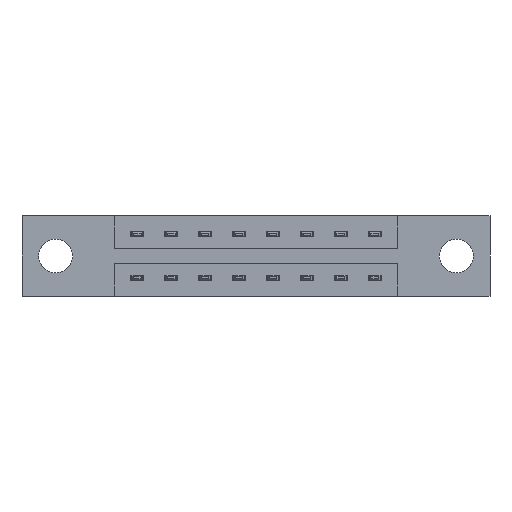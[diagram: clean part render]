
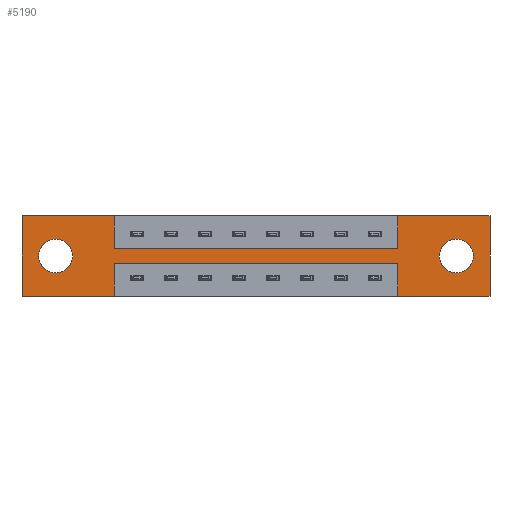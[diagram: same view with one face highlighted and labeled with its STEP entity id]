
A CAD part, front view. The second image highlights one B-rep face of the part: STEP entity #5190.
In plain terms, the highlighted planar face has unit normal (0, -1, 0).
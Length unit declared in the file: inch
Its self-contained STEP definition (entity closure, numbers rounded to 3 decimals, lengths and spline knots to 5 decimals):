
#15 = VERTEX_POINT ( 'NONE', #8126 ) ;
#91 = ORIENTED_EDGE ( 'NONE', *, *, #6371, .F. ) ;
#121 = DIRECTION ( 'NONE',  ( 0., 0., -1. ) ) ;
#148 = FACE_BOUND ( 'NONE', #7098, .T. ) ;
#241 = DIRECTION ( 'NONE',  ( 1., 0., 0. ) ) ;
#271 = DIRECTION ( 'NONE',  ( 0., 0., -1. ) ) ;
#382 = LINE ( 'NONE', #5282, #950 ) ;
#437 = FACE_BOUND ( 'NONE', #1228, .T. ) ;
#479 = VECTOR ( 'NONE', #841, 39.37008 ) ;
#501 = AXIS2_PLACEMENT_3D ( 'NONE', #6246, #4064, #10051 ) ;
#573 = VECTOR ( 'NONE', #3158, 39.37008 ) ;
#669 = VERTEX_POINT ( 'NONE', #9304 ) ;
#722 = VERTEX_POINT ( 'NONE', #5567 ) ;
#841 = DIRECTION ( 'NONE',  ( 0., 0., -1. ) ) ;
#851 = LINE ( 'NONE', #3234, #573 ) ;
#946 = EDGE_CURVE ( 'NONE', #10230, #1338, #3523, .T. ) ;
#950 = VECTOR ( 'NONE', #121, 39.37008 ) ;
#977 = VECTOR ( 'NONE', #991, 39.37008 ) ;
#991 = DIRECTION ( 'NONE',  ( -1., 0., 0. ) ) ;
#1096 = VECTOR ( 'NONE', #4474, 39.37008 ) ;
#1107 = AXIS2_PLACEMENT_3D ( 'NONE', #3221, #7462, #2144 ) ;
#1111 = CARTESIAN_POINT ( 'NONE',  ( 0.425, 0., -0.37 ) ) ;
#1125 = EDGE_CURVE ( 'NONE', #2734, #1772, #6698, .T. ) ;
#1186 = ORIENTED_EDGE ( 'NONE', *, *, #5304, .F. ) ;
#1228 = EDGE_LOOP ( 'NONE', ( #8053, #1539 ) ) ;
#1338 = VERTEX_POINT ( 'NONE', #9930 ) ;
#1377 = ORIENTED_EDGE ( 'NONE', *, *, #2561, .F. ) ;
#1539 = ORIENTED_EDGE ( 'NONE', *, *, #1125, .T. ) ;
#1736 = CARTESIAN_POINT ( 'NONE',  ( 0.425, 0., -0.22 ) ) ;
#1738 = ORIENTED_EDGE ( 'NONE', *, *, #1758, .F. ) ;
#1758 = EDGE_CURVE ( 'NONE', #6488, #4352, #3508, .T. ) ;
#1772 = VERTEX_POINT ( 'NONE', #7865 ) ;
#1833 = CARTESIAN_POINT ( 'NONE',  ( 0., 0., -0.37 ) ) ;
#1989 = ORIENTED_EDGE ( 'NONE', *, *, #8624, .F. ) ;
#2144 = DIRECTION ( 'NONE',  ( 0., 0., -1. ) ) ;
#2172 = EDGE_CURVE ( 'NONE', #1772, #2734, #7728, .T. ) ;
#2230 = ORIENTED_EDGE ( 'NONE', *, *, #3788, .F. ) ;
#2454 = EDGE_CURVE ( 'NONE', #1338, #10230, #8605, .T. ) ;
#2476 = ORIENTED_EDGE ( 'NONE', *, *, #9833, .F. ) ;
#2561 = EDGE_CURVE ( 'NONE', #15, #669, #5828, .T. ) ;
#2642 = DIRECTION ( 'NONE',  ( -1., 0., 0. ) ) ;
#2734 = VERTEX_POINT ( 'NONE', #3894 ) ;
#2792 = EDGE_CURVE ( 'NONE', #8545, #6916, #5697, .T. ) ;
#2843 = CARTESIAN_POINT ( 'NONE',  ( 0.425, 0., -0.22 ) ) ;
#2867 = CARTESIAN_POINT ( 'NONE',  ( 0.425, 0., -0.37 ) ) ;
#2988 = AXIS2_PLACEMENT_3D ( 'NONE', #9126, #8522, #6707 ) ;
#3158 = DIRECTION ( 'NONE',  ( 0., 0., 1. ) ) ;
#3221 = CARTESIAN_POINT ( 'NONE',  ( 1.999, 0., -0.185 ) ) ;
#3234 = CARTESIAN_POINT ( 'NONE',  ( 1.729, 0., 0. ) ) ;
#3374 = EDGE_CURVE ( 'NONE', #722, #8161, #5804, .T. ) ;
#3458 = EDGE_CURVE ( 'NONE', #8161, #6488, #7434, .T. ) ;
#3508 = LINE ( 'NONE', #1833, #1096 ) ;
#3523 = CIRCLE ( 'NONE', #1107, 0.078 ) ;
#3529 = CARTESIAN_POINT ( 'NONE',  ( 0., 0., -0.37 ) ) ;
#3573 = ORIENTED_EDGE ( 'NONE', *, *, #2792, .F. ) ;
#3575 = ORIENTED_EDGE ( 'NONE', *, *, #6243, .F. ) ;
#3581 = CARTESIAN_POINT ( 'NONE',  ( 1.729, 0., -0.22 ) ) ;
#3713 = VECTOR ( 'NONE', #6421, 39.37008 ) ;
#3765 = CARTESIAN_POINT ( 'NONE',  ( 1.729, 0., -0.37 ) ) ;
#3788 = EDGE_CURVE ( 'NONE', #8078, #9180, #8816, .T. ) ;
#3894 = CARTESIAN_POINT ( 'NONE',  ( 0.155, 0., -0.263 ) ) ;
#3918 = LINE ( 'NONE', #2843, #977 ) ;
#3941 = CARTESIAN_POINT ( 'NONE',  ( 0., 0., 0. ) ) ;
#3953 = ORIENTED_EDGE ( 'NONE', *, *, #2454, .T. ) ;
#4064 = DIRECTION ( 'NONE',  ( 0., 1., 0. ) ) ;
#4139 = ORIENTED_EDGE ( 'NONE', *, *, #3374, .F. ) ;
#4177 = ORIENTED_EDGE ( 'NONE', *, *, #3458, .F. ) ;
#4301 = CARTESIAN_POINT ( 'NONE',  ( 0., 0., 0. ) ) ;
#4352 = VERTEX_POINT ( 'NONE', #3765 ) ;
#4474 = DIRECTION ( 'NONE',  ( -1., 0., 0. ) ) ;
#4540 = CARTESIAN_POINT ( 'NONE',  ( 1.999, 0., -0.107 ) ) ;
#4615 = VECTOR ( 'NONE', #5755, 39.37008 ) ;
#4675 = VECTOR ( 'NONE', #9951, 39.37008 ) ;
#4798 = FACE_OUTER_BOUND ( 'NONE', #5394, .T. ) ;
#4855 = LINE ( 'NONE', #5715, #4615 ) ;
#5039 = ORIENTED_EDGE ( 'NONE', *, *, #946, .T. ) ;
#5190 = ADVANCED_FACE ( 'NONE', ( #148, #437, #4798 ), #8532, .T. ) ;
#5282 = CARTESIAN_POINT ( 'NONE',  ( 0.425, 0., 0. ) ) ;
#5304 = EDGE_CURVE ( 'NONE', #669, #722, #851, .T. ) ;
#5394 = EDGE_LOOP ( 'NONE', ( #3573, #91, #7557, #1738, #4177, #4139, #1186, #1377, #1989, #2230, #2476, #3575 ) ) ;
#5449 = CARTESIAN_POINT ( 'NONE',  ( 2.154, 0., -0.37 ) ) ;
#5567 = CARTESIAN_POINT ( 'NONE',  ( 1.729, 0., 0. ) ) ;
#5686 = VERTEX_POINT ( 'NONE', #3581 ) ;
#5697 = LINE ( 'NONE', #1111, #9289 ) ;
#5715 = CARTESIAN_POINT ( 'NONE',  ( 0., 0., 0. ) ) ;
#5755 = DIRECTION ( 'NONE',  ( 0., 0., 1. ) ) ;
#5804 = LINE ( 'NONE', #4301, #3713 ) ;
#5828 = LINE ( 'NONE', #10393, #7717 ) ;
#5842 = EDGE_CURVE ( 'NONE', #4352, #5686, #6725, .T. ) ;
#6206 = CARTESIAN_POINT ( 'NONE',  ( 1.729, 0., -0.37 ) ) ;
#6243 = EDGE_CURVE ( 'NONE', #6916, #7681, #7512, .T. ) ;
#6246 = CARTESIAN_POINT ( 'NONE',  ( 0.155, 0., -0.185 ) ) ;
#6371 = EDGE_CURVE ( 'NONE', #5686, #8545, #3918, .T. ) ;
#6421 = DIRECTION ( 'NONE',  ( 1., 0., 0. ) ) ;
#6488 = VERTEX_POINT ( 'NONE', #5449 ) ;
#6537 = VECTOR ( 'NONE', #241, 39.37008 ) ;
#6698 = CIRCLE ( 'NONE', #501, 0.078 ) ;
#6707 = DIRECTION ( 'NONE',  ( 0., 0., -1. ) ) ;
#6725 = LINE ( 'NONE', #6206, #4675 ) ;
#6916 = VERTEX_POINT ( 'NONE', #2867 ) ;
#7098 = EDGE_LOOP ( 'NONE', ( #5039, #3953 ) ) ;
#7152 = CARTESIAN_POINT ( 'NONE',  ( 2.154, 0., 0. ) ) ;
#7434 = LINE ( 'NONE', #8085, #479 ) ;
#7462 = DIRECTION ( 'NONE',  ( 0., 1., 0. ) ) ;
#7512 = LINE ( 'NONE', #3529, #8769 ) ;
#7524 = CARTESIAN_POINT ( 'NONE',  ( 0., 0., -0.37 ) ) ;
#7557 = ORIENTED_EDGE ( 'NONE', *, *, #5842, .F. ) ;
#7681 = VERTEX_POINT ( 'NONE', #7524 ) ;
#7717 = VECTOR ( 'NONE', #8784, 39.37008 ) ;
#7728 = CIRCLE ( 'NONE', #8507, 0.078 ) ;
#7865 = CARTESIAN_POINT ( 'NONE',  ( 0.155, 0., -0.107 ) ) ;
#8053 = ORIENTED_EDGE ( 'NONE', *, *, #2172, .T. ) ;
#8078 = VERTEX_POINT ( 'NONE', #3941 ) ;
#8085 = CARTESIAN_POINT ( 'NONE',  ( 2.154, 0., 0. ) ) ;
#8126 = CARTESIAN_POINT ( 'NONE',  ( 0.425, 0., -0.15 ) ) ;
#8161 = VERTEX_POINT ( 'NONE', #7152 ) ;
#8223 = CARTESIAN_POINT ( 'NONE',  ( 1.999, 0., -0.185 ) ) ;
#8245 = DIRECTION ( 'NONE',  ( 0., 1., 0. ) ) ;
#8275 = DIRECTION ( 'NONE',  ( 0., 0., -1. ) ) ;
#8282 = CARTESIAN_POINT ( 'NONE',  ( 0.425, 0., 0. ) ) ;
#8507 = AXIS2_PLACEMENT_3D ( 'NONE', #9147, #9142, #9300 ) ;
#8522 = DIRECTION ( 'NONE',  ( 0., -1., 0. ) ) ;
#8532 = PLANE ( 'NONE',  #2988 ) ;
#8545 = VERTEX_POINT ( 'NONE', #1736 ) ;
#8605 = CIRCLE ( 'NONE', #8641, 0.078 ) ;
#8624 = EDGE_CURVE ( 'NONE', #9180, #15, #382, .T. ) ;
#8641 = AXIS2_PLACEMENT_3D ( 'NONE', #8223, #8245, #8275 ) ;
#8769 = VECTOR ( 'NONE', #2642, 39.37008 ) ;
#8784 = DIRECTION ( 'NONE',  ( 1., 0., 0. ) ) ;
#8816 = LINE ( 'NONE', #9832, #6537 ) ;
#9126 = CARTESIAN_POINT ( 'NONE',  ( 0., 0., -0.37 ) ) ;
#9142 = DIRECTION ( 'NONE',  ( 0., 1., 0. ) ) ;
#9147 = CARTESIAN_POINT ( 'NONE',  ( 0.155, 0., -0.185 ) ) ;
#9180 = VERTEX_POINT ( 'NONE', #8282 ) ;
#9289 = VECTOR ( 'NONE', #271, 39.37008 ) ;
#9300 = DIRECTION ( 'NONE',  ( 0., 0., 1. ) ) ;
#9304 = CARTESIAN_POINT ( 'NONE',  ( 1.729, 0., -0.15 ) ) ;
#9832 = CARTESIAN_POINT ( 'NONE',  ( 0., 0., 0. ) ) ;
#9833 = EDGE_CURVE ( 'NONE', #7681, #8078, #4855, .T. ) ;
#9930 = CARTESIAN_POINT ( 'NONE',  ( 1.999, 0., -0.263 ) ) ;
#9951 = DIRECTION ( 'NONE',  ( 0., 0., 1. ) ) ;
#10051 = DIRECTION ( 'NONE',  ( 0., 0., 1. ) ) ;
#10230 = VERTEX_POINT ( 'NONE', #4540 ) ;
#10393 = CARTESIAN_POINT ( 'NONE',  ( 0.425, 0., -0.15 ) ) ;
